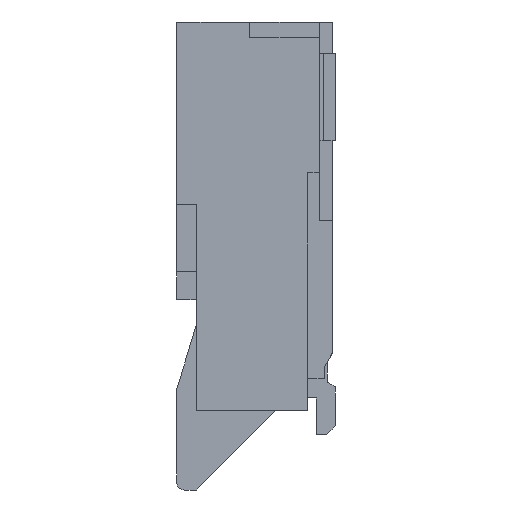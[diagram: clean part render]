
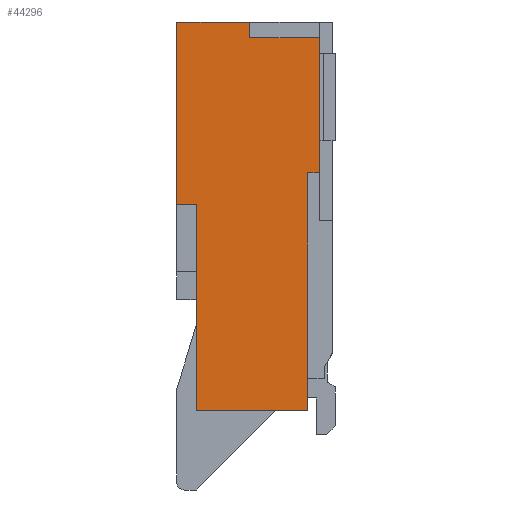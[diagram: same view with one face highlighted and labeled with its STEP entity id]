
A CAD part, left-side view. The second image highlights one B-rep face of the part: STEP entity #44296.
In plain terms, the highlighted planar face has unit normal (-1, 0, 0).
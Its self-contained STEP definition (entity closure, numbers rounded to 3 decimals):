
#160 = EDGE_LOOP ( 'NONE', ( #1076, #3767, #6100, #33432, #35913, #38231, #40067, #21099, #23081, #24309 ) ) ;
#462 = LINE ( 'NONE', #463, #464 ) ;
#463 = CARTESIAN_POINT ( 'NONE',  ( -10.75, 2., -4.9 ) ) ;
#464 = VECTOR ( 'NONE', #465, 1000. ) ;
#465 = DIRECTION ( 'NONE',  ( 0., 0., 1. ) ) ;
#33432 = ORIENTED_EDGE ( 'NONE', *, *, #34111, .F. ) ;
#17302 = CARTESIAN_POINT ( 'NONE',  ( -10.75, 1.75, -2.3 ) ) ;
#1076 = ORIENTED_EDGE ( 'NONE', *, *, #1779, .T. ) ;
#34111 = EDGE_CURVE ( 'NONE', #34777, #21419, #16317, .T. ) ;
#1779 = EDGE_CURVE ( 'NONE', #2351, #2770, #11617, .T. ) ;
#34777 = VERTEX_POINT ( 'NONE', #17302 ) ;
#2351 = VERTEX_POINT ( 'NONE', #13866 ) ;
#2770 = VERTEX_POINT ( 'NONE', #15209 ) ;
#35913 = ORIENTED_EDGE ( 'NONE', *, *, #36821, .T. ) ;
#3269 = LINE ( 'NONE', #3270, #3271 ) ;
#3270 = CARTESIAN_POINT ( 'NONE',  ( -10.75, 0.2, -0.2 ) ) ;
#3271 = VECTOR ( 'NONE', #3272, 1000. ) ;
#3272 = DIRECTION ( 'NONE',  ( 0., -1., 0. ) ) ;
#36319 = FACE_OUTER_BOUND ( 'NONE', #160, .T. ) ;
#36320 = PLANE ( 'NONE',  #36321 ) ;
#36321 = AXIS2_PLACEMENT_3D ( 'NONE', #36322, #36323, #36324 ) ;
#36322 = CARTESIAN_POINT ( 'NONE',  ( -10.75, 2., -4.9 ) ) ;
#36323 = DIRECTION ( 'NONE',  ( -1., 0., 0. ) ) ;
#36324 = DIRECTION ( 'NONE',  ( 0., 0., 1. ) ) ;
#20101 = VERTEX_POINT ( 'NONE', #42639 ) ;
#3767 = ORIENTED_EDGE ( 'NONE', *, *, #4453, .F. ) ;
#36635 = VERTEX_POINT ( 'NONE', #20273 ) ;
#20273 = CARTESIAN_POINT ( 'NONE',  ( -10.75, 0.2, -0.2 ) ) ;
#36821 = EDGE_CURVE ( 'NONE', #34777, #37394, #20504, .T. ) ;
#20504 = LINE ( 'NONE', #20505, #20506 ) ;
#20505 = CARTESIAN_POINT ( 'NONE',  ( -10.75, 1.75, -4.9 ) ) ;
#20506 = VECTOR ( 'NONE', #20507, 1000. ) ;
#20507 = DIRECTION ( 'NONE',  ( 0., 0., -1. ) ) ;
#20707 = LINE ( 'NONE', #20708, #20709 ) ;
#20708 = CARTESIAN_POINT ( 'NONE',  ( -10.75, 2., 0. ) ) ;
#20709 = VECTOR ( 'NONE', #20710, 1000. ) ;
#20710 = DIRECTION ( 'NONE',  ( 0., -1., 0. ) ) ;
#4453 = EDGE_CURVE ( 'NONE', #32406, #2770, #20707, .T. ) ;
#37394 = VERTEX_POINT ( 'NONE', #21363 ) ;
#21099 = ORIENTED_EDGE ( 'NONE', *, *, #21916, .T. ) ;
#21363 = CARTESIAN_POINT ( 'NONE',  ( -10.75, 1.75, -4.9 ) ) ;
#21419 = VERTEX_POINT ( 'NONE', #43855 ) ;
#38231 = ORIENTED_EDGE ( 'NONE', *, *, #38827, .T. ) ;
#38287 = EDGE_CURVE ( 'NONE', #36635, #38705, #23542, .T. ) ;
#21916 = EDGE_CURVE ( 'NONE', #20101, #38705, #44266, .T. ) ;
#38705 = VERTEX_POINT ( 'NONE', #24432 ) ;
#38827 = EDGE_CURVE ( 'NONE', #37394, #39281, #24630, .T. ) ;
#6100 = ORIENTED_EDGE ( 'NONE', *, *, #22851, .F. ) ;
#22851 = EDGE_CURVE ( 'NONE', #21419, #32406, #462, .T. ) ;
#39281 = VERTEX_POINT ( 'NONE', #25723 ) ;
#23081 = ORIENTED_EDGE ( 'NONE', *, *, #38287, .F. ) ;
#23542 = LINE ( 'NONE', #23543, #23544 ) ;
#23543 = CARTESIAN_POINT ( 'NONE',  ( -10.75, 0.2, 0. ) ) ;
#23544 = VECTOR ( 'NONE', #23579, 1000. ) ;
#23579 = DIRECTION ( 'NONE',  ( 0., 0., -1. ) ) ;
#40067 = ORIENTED_EDGE ( 'NONE', *, *, #40672, .F. ) ;
#40672 = EDGE_CURVE ( 'NONE', #20101, #39281, #28814, .T. ) ;
#24309 = ORIENTED_EDGE ( 'NONE', *, *, #25118, .F. ) ;
#24432 = CARTESIAN_POINT ( 'NONE',  ( -10.75, 0.2, -1.9 ) ) ;
#24630 = LINE ( 'NONE', #24631, #24632 ) ;
#24631 = CARTESIAN_POINT ( 'NONE',  ( -10.75, 2., -4.9 ) ) ;
#24632 = VECTOR ( 'NONE', #24633, 1000. ) ;
#24633 = DIRECTION ( 'NONE',  ( 0., -1., 0. ) ) ;
#25118 = EDGE_CURVE ( 'NONE', #2351, #36635, #3269, .T. ) ;
#25723 = CARTESIAN_POINT ( 'NONE',  ( -10.75, 0.35, -4.9 ) ) ;
#42639 = CARTESIAN_POINT ( 'NONE',  ( -10.75, 0.35, -1.9 ) ) ;
#43855 = CARTESIAN_POINT ( 'NONE',  ( -10.75, 2., -2.3 ) ) ;
#44266 = LINE ( 'NONE', #44267, #44268 ) ;
#44267 = CARTESIAN_POINT ( 'NONE',  ( -10.75, 0.35, -1.9 ) ) ;
#44268 = VECTOR ( 'NONE', #44269, 1000. ) ;
#44269 = DIRECTION ( 'NONE',  ( 0., -1., 0. ) ) ;
#44296 = ADVANCED_FACE ( 'NONE', ( #36319 ), #36320, .T. ) ;
#11617 = LINE ( 'NONE', #11618, #11619 ) ;
#11618 = CARTESIAN_POINT ( 'NONE',  ( -10.75, 1.08, -0.2 ) ) ;
#11619 = VECTOR ( 'NONE', #11620, 1000. ) ;
#11620 = DIRECTION ( 'NONE',  ( 0., 0., 1. ) ) ;
#28814 = LINE ( 'NONE', #28815, #28816 ) ;
#28815 = CARTESIAN_POINT ( 'NONE',  ( -10.75, 0.35, -4.9 ) ) ;
#28816 = VECTOR ( 'NONE', #28817, 1000. ) ;
#28817 = DIRECTION ( 'NONE',  ( 0., 0., -1. ) ) ;
#13787 = CARTESIAN_POINT ( 'NONE',  ( -10.75, 2., 0. ) ) ;
#13866 = CARTESIAN_POINT ( 'NONE',  ( -10.75, 1.08, -0.2 ) ) ;
#15209 = CARTESIAN_POINT ( 'NONE',  ( -10.75, 1.08, 0. ) ) ;
#32406 = VERTEX_POINT ( 'NONE', #13787 ) ;
#16317 = LINE ( 'NONE', #16318, #16319 ) ;
#16318 = CARTESIAN_POINT ( 'NONE',  ( -10.75, 1.75, -2.3 ) ) ;
#16319 = VECTOR ( 'NONE', #16320, 1000. ) ;
#16320 = DIRECTION ( 'NONE',  ( 0., 1., 0. ) ) ;
